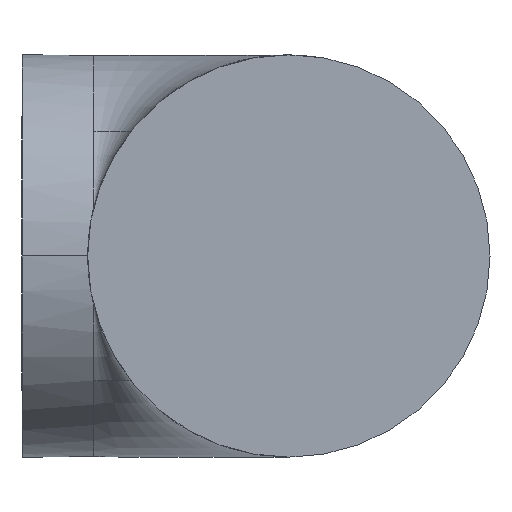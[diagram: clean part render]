
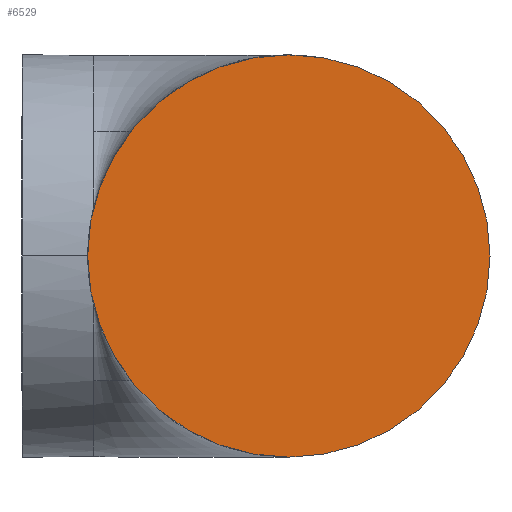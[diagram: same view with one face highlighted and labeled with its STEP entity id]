
A CAD part, front view. The second image highlights one B-rep face of the part: STEP entity #6529.
In plain terms, the highlighted planar face has unit normal (0, -1, 0).
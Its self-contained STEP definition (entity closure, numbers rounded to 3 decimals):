
#158 = EDGE_LOOP ( 'NONE', ( #2298, #288 ) ) ;
#288 = ORIENTED_EDGE ( 'NONE', *, *, #865, .F. ) ;
#391 = DIRECTION ( 'NONE',  ( 0., 1., 0. ) ) ;
#625 = FACE_OUTER_BOUND ( 'NONE', #158, .T. ) ;
#865 = EDGE_CURVE ( 'NONE', #2844, #4664, #2294, .T. ) ;
#1095 = PLANE ( 'NONE',  #5360 ) ;
#2126 = DIRECTION ( 'NONE',  ( 0., 0., 1. ) ) ;
#2294 = CIRCLE ( 'NONE', #3590, 32.285 ) ;
#2298 = ORIENTED_EDGE ( 'NONE', *, *, #3941, .F. ) ;
#2583 = DIRECTION ( 'NONE',  ( 0., 0., 1. ) ) ;
#2637 = DIRECTION ( 'NONE',  ( 0., 0., 1. ) ) ;
#2724 = AXIS2_PLACEMENT_3D ( 'NONE', #3091, #4060, #2583 ) ;
#2844 = VERTEX_POINT ( 'NONE', #3810 ) ;
#3091 = CARTESIAN_POINT ( 'NONE',  ( 0., 0., 0. ) ) ;
#3590 = AXIS2_PLACEMENT_3D ( 'NONE', #4956, #391, #2126 ) ;
#3810 = CARTESIAN_POINT ( 'NONE',  ( 0., 0., 32.285 ) ) ;
#3941 = EDGE_CURVE ( 'NONE', #4664, #2844, #6264, .T. ) ;
#4060 = DIRECTION ( 'NONE',  ( 0., 1., 0. ) ) ;
#4664 = VERTEX_POINT ( 'NONE', #4761 ) ;
#4761 = CARTESIAN_POINT ( 'NONE',  ( 0., 0., -32.285 ) ) ;
#4956 = CARTESIAN_POINT ( 'NONE',  ( 0., 0., 0. ) ) ;
#5360 = AXIS2_PLACEMENT_3D ( 'NONE', #5794, #5665, #2637 ) ;
#5665 = DIRECTION ( 'NONE',  ( 0., 1., 0. ) ) ;
#5794 = CARTESIAN_POINT ( 'NONE',  ( 0., 0., 0. ) ) ;
#6264 = CIRCLE ( 'NONE', #2724, 32.285 ) ;
#6529 = ADVANCED_FACE ( 'NONE', ( #625 ), #1095, .F. ) ;
